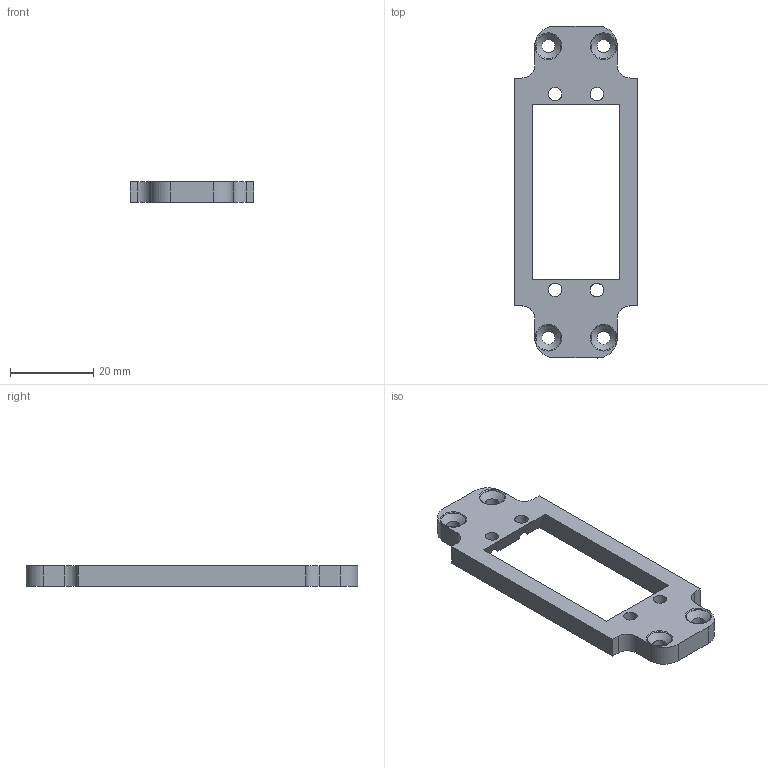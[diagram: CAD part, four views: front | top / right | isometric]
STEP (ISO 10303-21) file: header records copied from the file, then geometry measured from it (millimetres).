
FILE_DESCRIPTION(/* description */ (''),/* implementation_level */ '2;1');
FILE_NAME(/* name */ 'Servo Caddy.step',/* time_stamp */ '2016-10-27T21:47:09+11:00',/* author */ (''),/* organization */ (''),/* preprocessor_version */ 'ST-DEVELOPER v16.5',/* originating_system */ 'Autodesk Translation Framework v5.2.0.2031',/* authorisation */ '');
FILE_SCHEMA (('AUTOMOTIVE_DESIGN { 1 0 10303 214 3 1 1 }'));
Length unit declared in the file: centimetre
Products named in the file (1): Servo Caddy v4
Bounding box: 29.7 x 79.7 x 4.9 mm (x, y, z)
Volume: 5424.4 mm3; surface area: 4234.4 mm2
Topology: 1 solids, 1 shells, 46 faces, 132 edges, 84 vertices
Faces by surface type: cylinder 20, plane 18, torus 4, cone 4
Full cylindrical faces by diameter (mm): 3.2 x7, 3.262 x1, 6 x4
Entity records: 1432 total; most frequent: DIRECTION 250, CARTESIAN_POINT 235, ORIENTED_EDGE 216, EDGE_CURVE 108, AXIS2_PLACEMENT_3D 95, EDGE_LOOP 80, VERTEX_POINT 80, LINE 60
